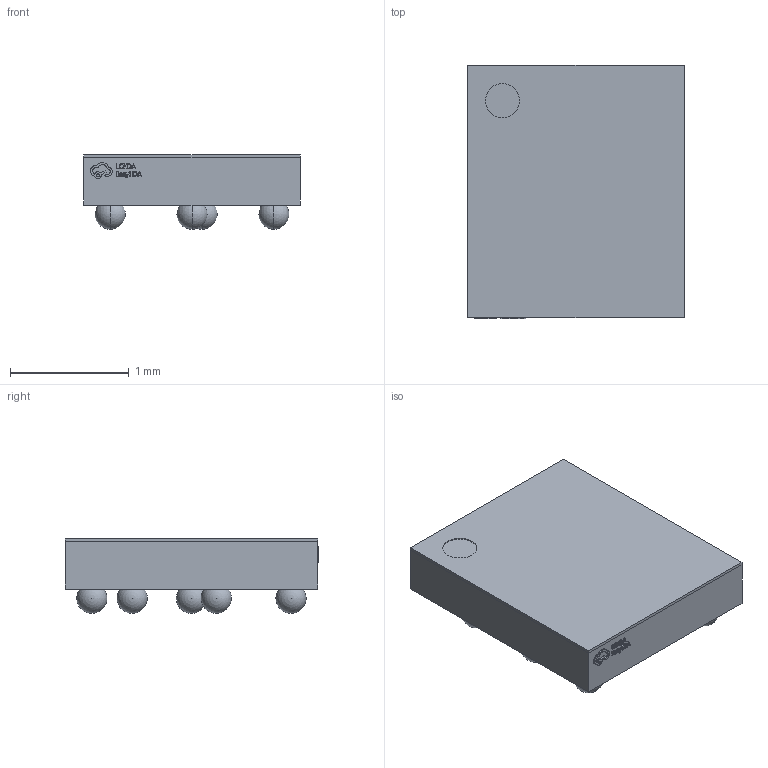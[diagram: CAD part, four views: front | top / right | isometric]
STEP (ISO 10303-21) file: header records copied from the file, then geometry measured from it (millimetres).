
FILE_DESCRIPTION (( 'STEP AP214' ), '1' );
FILE_NAME ('CSPG-8_L2.1-W1.8_BALFHB-WL-03D3.STEP', '2023-05-04T01:16:04', ( 'PC' ), ( 'Microsoft' ), 'SwSTEP 2.0', 'SolidWorks 2020', '' );
FILE_SCHEMA (( 'AUTOMOTIVE_DESIGN' ));
Length unit declared in the file: millimetre
Products named in the file (1): CSPG-8_L2.1-W1.8_BALFHB-WL-03D3
Bounding box: 1.83 x 2.14 x 0.63 mm (x, y, z)
Volume: 1.7 mm3; surface area: 20.1 mm2
Topology: 2 solids, 2 shells, 255 faces, 717 edges, 478 vertices
Faces by surface type: plane 139, bspline 98, sphere 16, cylinder 2
Entity records: 11251 total; most frequent: CARTESIAN_POINT 2693, ORIENTED_EDGE 1354, DIRECTION 829, EDGE_CURVE 677, VERTEX_POINT 454, LINE 441, VECTOR 441, EDGE_LOOP 283
